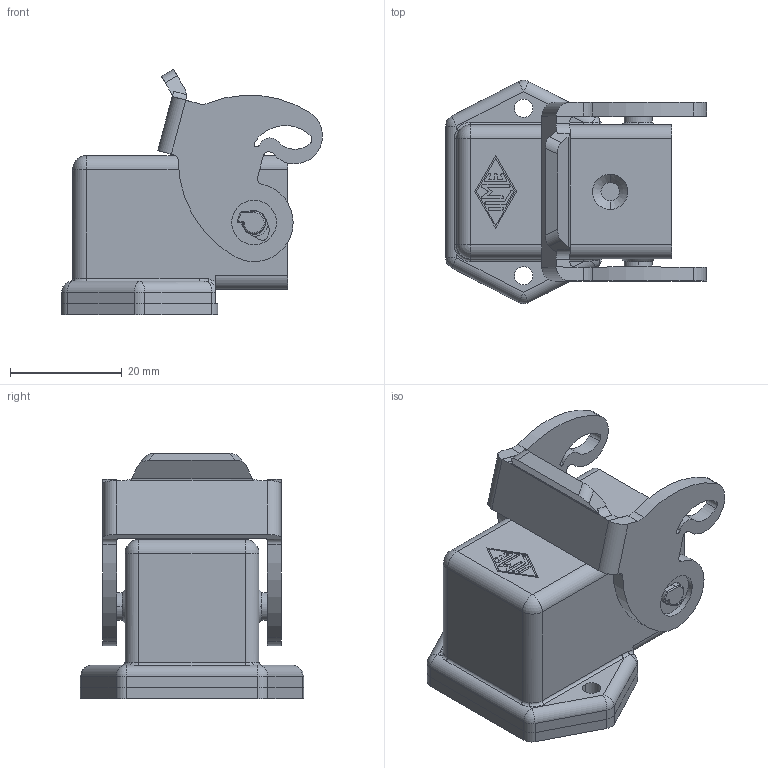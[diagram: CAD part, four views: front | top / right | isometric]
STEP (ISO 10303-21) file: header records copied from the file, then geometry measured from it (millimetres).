
FILE_DESCRIPTION(('Creo Elements/Direct Modeling STEP Export'),'2;1');
FILE_NAME('0ln7uvk53cnm9t91948','2020-06-25T15:25:15',(''),(''),'Creo Elements/Direct Modeling STEP processor for AP214 (Solid Model)','Creo Elements/Direct Modeling 20.1B 02-Apr-2019 (C) Parametric Technology GmbH','');
FILE_SCHEMA(('AUTOMOTIVE_DESIGN { 1 0 10303 214 1 1 1 1 }'));
Length unit declared in the file: millimetre
Products named in the file (1): CKH 03 IA
Bounding box: 46.76 x 40 x 43.94 mm (x, y, z)
Volume: 10165 mm3; surface area: 12293.4 mm2
Topology: 1 solids, 1 shells, 288 faces, 759 edges, 479 vertices
Faces by surface type: cylinder 137, plane 116, torus 12, sphere 8, bspline 8, cone 7
Entity records: 11011 total; most frequent: CARTESIAN_POINT 3050, ORIENTED_EDGE 1498, DIRECTION 1480, EDGE_CURVE 749, AXIS2_PLACEMENT_3D 543, VERTEX_POINT 479, VECTOR 394, LINE 394
